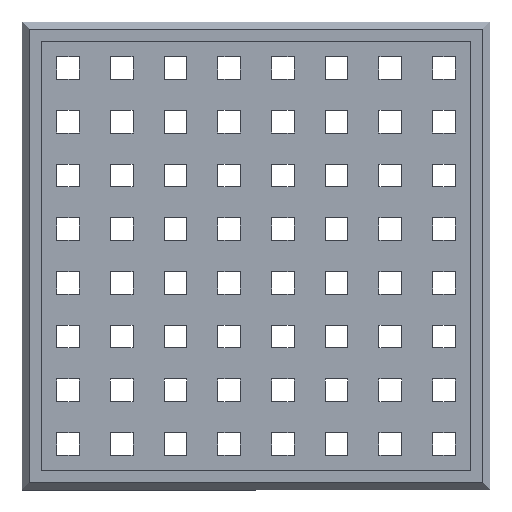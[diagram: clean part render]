
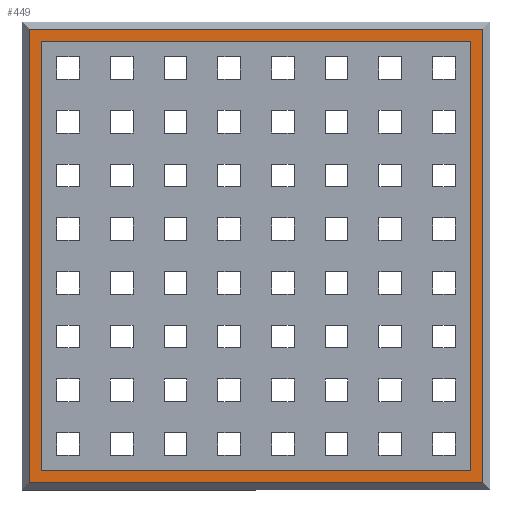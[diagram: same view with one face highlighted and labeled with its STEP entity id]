
A CAD part, top view. The second image highlights one B-rep face of the part: STEP entity #449.
In plain terms, the highlighted planar face has unit normal (0, 0, 1).
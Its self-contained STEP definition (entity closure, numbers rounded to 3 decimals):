
#173=FACE_BOUND('',#2931,.T.);
#174=FACE_BOUND('',#2932,.T.);
#449=ADVANCED_FACE('',(#173,#174),#1237,.T.);
#1237=PLANE('',#14009);
#2931=EDGE_LOOP('',(#5074,#5075,#5076,#5077));
#2932=EDGE_LOOP('',(#5078,#5079,#5080,#5081));
#5074=ORIENTED_EDGE('',*,*,#9290,.T.);
#5075=ORIENTED_EDGE('',*,*,#9291,.T.);
#5076=ORIENTED_EDGE('',*,*,#9292,.T.);
#5077=ORIENTED_EDGE('',*,*,#9293,.T.);
#5078=ORIENTED_EDGE('',*,*,#9278,.T.);
#5079=ORIENTED_EDGE('',*,*,#9280,.T.);
#5080=ORIENTED_EDGE('',*,*,#9281,.T.);
#5081=ORIENTED_EDGE('',*,*,#9276,.T.);
#7946=VERTEX_POINT('',#20105);
#7947=VERTEX_POINT('',#20107);
#7948=VERTEX_POINT('',#20111);
#7949=VERTEX_POINT('',#20115);
#7954=VERTEX_POINT('',#20137);
#7955=VERTEX_POINT('',#20138);
#7956=VERTEX_POINT('',#20140);
#7957=VERTEX_POINT('',#20142);
#9276=EDGE_CURVE('',#7946,#7947,#11120,.T.);
#9278=EDGE_CURVE('',#7947,#7948,#11122,.T.);
#9280=EDGE_CURVE('',#7948,#7949,#11124,.T.);
#9281=EDGE_CURVE('',#7949,#7946,#11125,.T.);
#9290=EDGE_CURVE('',#7954,#7955,#11134,.T.);
#9291=EDGE_CURVE('',#7955,#7956,#11135,.T.);
#9292=EDGE_CURVE('',#7956,#7957,#11136,.T.);
#9293=EDGE_CURVE('',#7957,#7954,#11137,.T.);
#11120=LINE('',#20108,#12960);
#11122=LINE('',#20112,#12962);
#11124=LINE('',#20116,#12964);
#11125=LINE('',#20118,#12965);
#11134=LINE('',#20136,#12974);
#11135=LINE('',#20139,#12975);
#11136=LINE('',#20141,#12976);
#11137=LINE('',#20143,#12977);
#12960=VECTOR('',#16139,1.);
#12962=VECTOR('',#16143,1.);
#12964=VECTOR('',#16147,1.);
#12965=VECTOR('',#16150,1.);
#12974=VECTOR('',#16169,1.);
#12975=VECTOR('',#16170,1.);
#12976=VECTOR('',#16171,1.);
#12977=VECTOR('',#16172,1.);
#14009=AXIS2_PLACEMENT_3D('',#20144,#16173,#16174);
#16139=DIRECTION('',(-1.,0.,0.));
#16143=DIRECTION('',(0.,1.,0.));
#16147=DIRECTION('',(1.,0.,0.));
#16150=DIRECTION('',(0.,-1.,0.));
#16169=DIRECTION('',(-1.,0.,0.));
#16170=DIRECTION('',(0.,-1.,0.));
#16171=DIRECTION('',(1.,0.,0.));
#16172=DIRECTION('',(0.,1.,0.));
#16173=DIRECTION('',(0.,0.,1.));
#16174=DIRECTION('',(1.,0.,0.));
#20105=CARTESIAN_POINT('',(180.,0.,14.));
#20107=CARTESIAN_POINT('',(0.,0.,14.));
#20108=CARTESIAN_POINT('',(180.,0.,14.));
#20111=CARTESIAN_POINT('',(0.,180.,14.));
#20112=CARTESIAN_POINT('',(0.,0.,14.));
#20115=CARTESIAN_POINT('',(180.,180.,14.));
#20116=CARTESIAN_POINT('',(0.,180.,14.));
#20118=CARTESIAN_POINT('',(180.,180.,14.));
#20136=CARTESIAN_POINT('',(-8.,185.,14.));
#20137=CARTESIAN_POINT('',(185.,185.,14.));
#20138=CARTESIAN_POINT('',(-5.,185.,14.));
#20139=CARTESIAN_POINT('',(-5.,-8.,14.));
#20140=CARTESIAN_POINT('',(-5.,-5.,14.));
#20141=CARTESIAN_POINT('',(188.,-5.,14.));
#20142=CARTESIAN_POINT('',(185.,-5.,14.));
#20143=CARTESIAN_POINT('',(185.,188.,14.));
#20144=CARTESIAN_POINT('',(0.,0.,14.));
